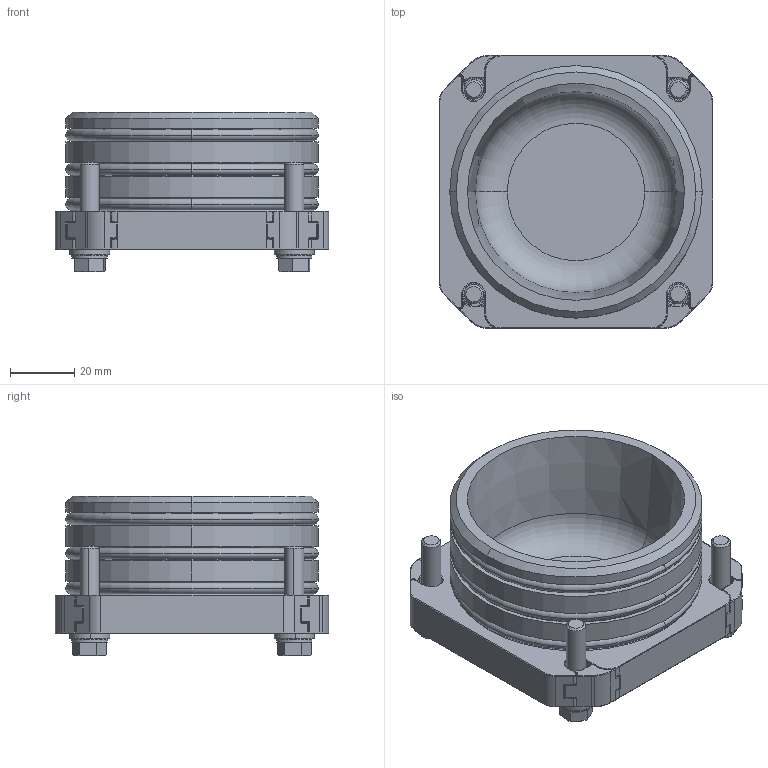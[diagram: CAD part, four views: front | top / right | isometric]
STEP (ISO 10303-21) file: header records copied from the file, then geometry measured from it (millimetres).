
FILE_DESCRIPTION (( 'STEP AP203' ), '1' );
FILE_NAME ('AR221.080.000.STEP', '2019-01-18T08:12:22', ( 'Localadmin' ), ( 'Microsoft' ), 'SwSTEP 2.0', 'SolidWorks 2018', '' );
FILE_SCHEMA (( 'CONFIG_CONTROL_DESIGN' ));
Length unit declared in the file: millimetre
Products named in the file (8): VITI TE UNI 5739_M6x30 UNI 5739; DIN 6905-5.5-FSt_DIN 6905-5.5-FSt; RONDELLE UNI 6592_6.4x12.5 UNI 6592; AR000.000.014; AR221.080.000; AR221.080.000-L; GUARNIZIONI OR_OR 174; AR000.000.013
Assembly tree (24 placements, depth 2):
  AR221.080.000
    AR221.080.000-L
    GUARNIZIONI OR_OR 174  x3
    AR000.000.013  x4
    VITI TE UNI 5739_M6x30 UNI 5739  x4
    DIN 6905-5.5-FSt_DIN 6905-5.5-FSt  x4
    RONDELLE UNI 6592_6.4x12.5 UNI 6592  x4
    AR000.000.014  x4
Bounding box: 85 x 85 x 49.65 mm (x, y, z)
Volume: 116517.1 mm3; surface area: 51845.3 mm2
Topology: 24 solids, 24 shells, 1464 faces, 3427 edges, 1922 vertices
Faces by surface type: cylinder 560, plane 394, torus 270, sphere 108, bspline 84, cone 48
Entity records: 23374 total; most frequent: CARTESIAN_POINT 5815, DIRECTION 3564, ORIENTED_EDGE 3316, EDGE_CURVE 1658, AXIS2_PLACEMENT_3D 1352, VERTEX_POINT 987, VECTOR 860, LINE 860
